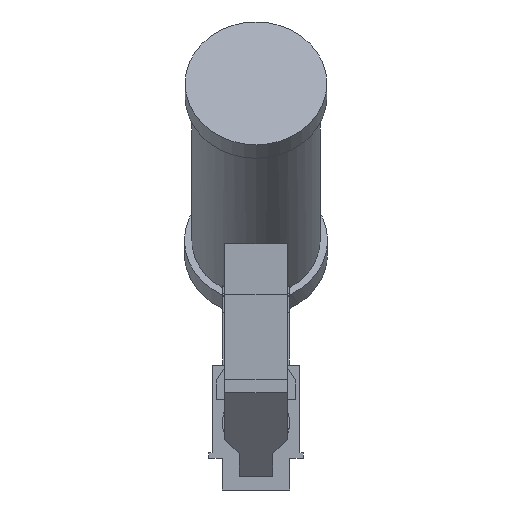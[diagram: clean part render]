
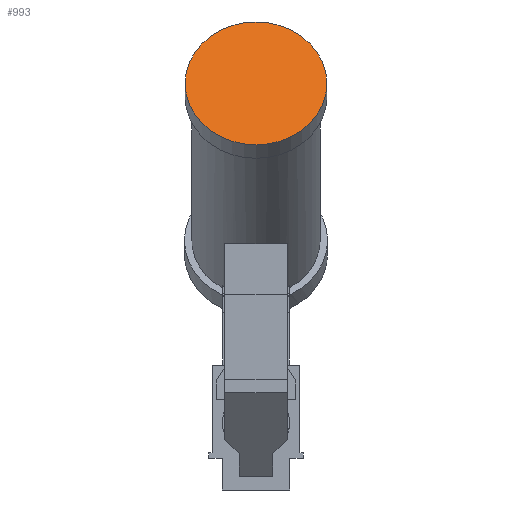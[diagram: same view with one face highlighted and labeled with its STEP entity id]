
A CAD part, front view. The second image highlights one B-rep face of the part: STEP entity #993.
In plain terms, the highlighted planar face has unit normal (0, -0.866, 0.5).
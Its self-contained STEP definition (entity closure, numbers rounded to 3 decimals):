
#464 = CYLINDRICAL_SURFACE('',#465,21.);
#465 = AXIS2_PLACEMENT_3D('',#466,#467,#468);
#466 = CARTESIAN_POINT('',(0.,-68.54,
    96.5));
#467 = DIRECTION('',(0.,0.866,-0.5)
  );
#468 = DIRECTION('',(1.,0.,0.));
#687 = VERTEX_POINT('',#688);
#688 = CARTESIAN_POINT('',(21.,-75.469,100.5));
#709 = EDGE_CURVE('',#687,#687,#710,.T.);
#710 = SURFACE_CURVE('',#711,(#716,#723),.PCURVE_S1.);
#711 = CIRCLE('',#712,21.);
#712 = AXIS2_PLACEMENT_3D('',#713,#714,#715);
#713 = CARTESIAN_POINT('',(0.,-75.469,
    100.5));
#714 = DIRECTION('',(0.,-0.866,0.5)
  );
#715 = DIRECTION('',(1.,0.,0.));
#716 = PCURVE('',#464,#717);
#717 = DEFINITIONAL_REPRESENTATION('',(#718),#722);
#718 = LINE('',#719,#720);
#719 = CARTESIAN_POINT('',(-0.,-8.));
#720 = VECTOR('',#721,1.);
#721 = DIRECTION('',(-1.,0.));
#722 = ( GEOMETRIC_REPRESENTATION_CONTEXT(2) 
PARAMETRIC_REPRESENTATION_CONTEXT() REPRESENTATION_CONTEXT('2D SPACE',''
  ) );
#723 = PCURVE('',#724,#729);
#724 = PLANE('',#725);
#725 = AXIS2_PLACEMENT_3D('',#726,#727,#728);
#726 = CARTESIAN_POINT('',(0.,-75.469,
    100.5));
#727 = DIRECTION('',(0.,-0.866,0.5)
  );
#728 = DIRECTION('',(0.,-0.5,-0.866));
#729 = DEFINITIONAL_REPRESENTATION('',(#730),#734);
#730 = CIRCLE('',#731,21.);
#731 = AXIS2_PLACEMENT_2D('',#732,#733);
#732 = CARTESIAN_POINT('',(0.,0.));
#733 = DIRECTION('',(0.,1.));
#734 = ( GEOMETRIC_REPRESENTATION_CONTEXT(2) 
PARAMETRIC_REPRESENTATION_CONTEXT() REPRESENTATION_CONTEXT('2D SPACE',''
  ) );
#993 = ADVANCED_FACE('',(#994),#724,.T.);
#994 = FACE_BOUND('',#995,.T.);
#995 = EDGE_LOOP('',(#996));
#996 = ORIENTED_EDGE('',*,*,#709,.T.);
